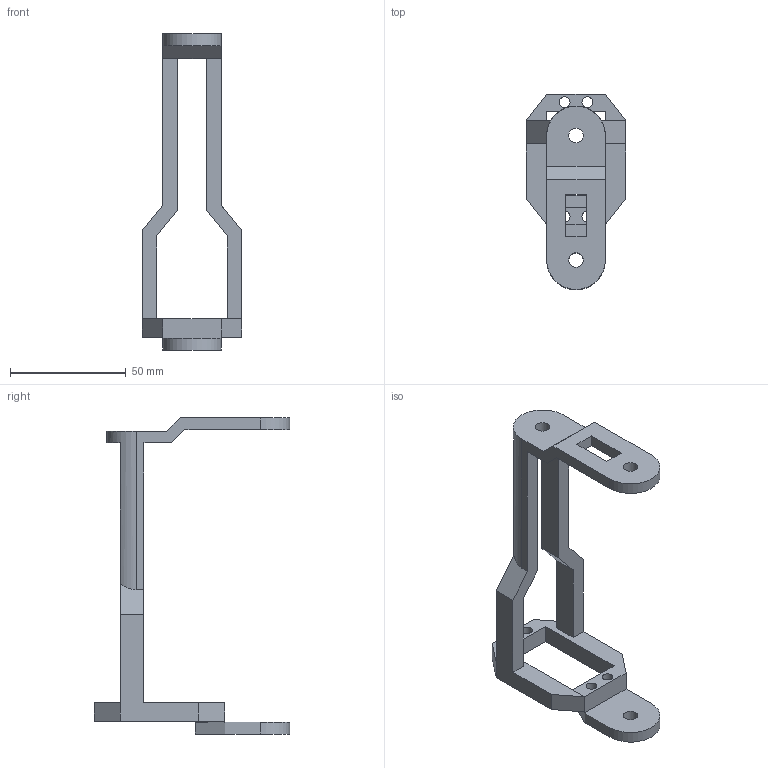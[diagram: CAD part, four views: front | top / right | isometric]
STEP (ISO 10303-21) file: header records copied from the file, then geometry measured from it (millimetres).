
FILE_DESCRIPTION(/* description */ (''),/* implementation_level */ '2;1');
FILE_NAME(/* name */ 'Joint 2 Short.step',/* time_stamp */ '2023-08-21T18:57:31-04:00',/* author */ (''),/* organization */ (''),/* preprocessor_version */ 'ST-DEVELOPER v20',/* originating_system */ 'Autodesk Translation Framework v12.9.0.99',/* authorisation */ '');
FILE_SCHEMA (('AUTOMOTIVE_DESIGN { 1 0 10303 214 3 1 1 }'));
Length unit declared in the file: millimetre
Products named in the file (1): Framebar
Bounding box: 43.18 x 84.73 x 136.8 mm (x, y, z)
Volume: 35880.4 mm3; surface area: 19677.6 mm2
Topology: 1 solids, 1 shells, 65 faces, 188 edges, 124 vertices
Faces by surface type: plane 55, cylinder 10
Full cylindrical faces by diameter (mm): 4.699 x4, 6.35 x3
Entity records: 2181 total; most frequent: CARTESIAN_POINT 378, ORIENTED_EDGE 376, DIRECTION 342, EDGE_CURVE 188, LINE 166, VECTOR 166, VERTEX_POINT 124, AXIS2_PLACEMENT_3D 88
